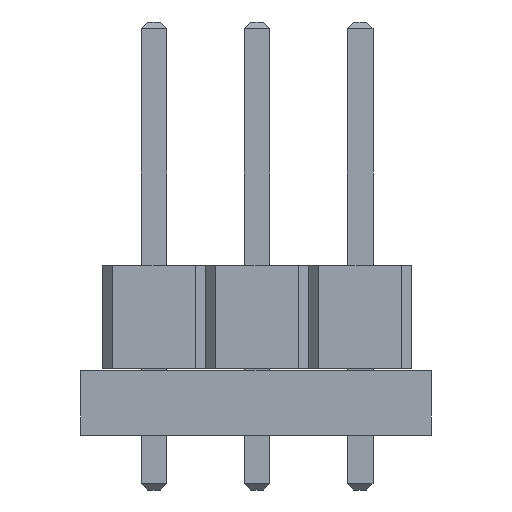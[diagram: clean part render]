
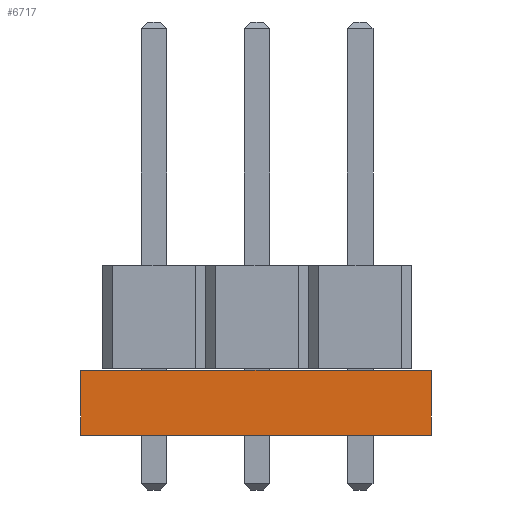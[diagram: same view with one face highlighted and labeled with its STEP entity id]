
A CAD part, front view. The second image highlights one B-rep face of the part: STEP entity #6717.
In plain terms, the highlighted planar face has unit normal (0, -1, 0).
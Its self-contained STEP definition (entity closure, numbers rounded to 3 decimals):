
#6717 = ADVANCED_FACE('',(#6718),#6752,.T.);
#6718 = FACE_BOUND('',#6719,.T.);
#6719 = EDGE_LOOP('',(#6720,#6730,#6738,#6746));
#6720 = ORIENTED_EDGE('',*,*,#6721,.T.);
#6721 = EDGE_CURVE('',#6722,#6724,#6726,.T.);
#6722 = VERTEX_POINT('',#6723);
#6723 = CARTESIAN_POINT('',(154.3,-143.8,0.));
#6724 = VERTEX_POINT('',#6725);
#6725 = CARTESIAN_POINT('',(154.3,-143.8,1.6));
#6726 = LINE('',#6727,#6728);
#6727 = CARTESIAN_POINT('',(154.3,-143.8,0.));
#6728 = VECTOR('',#6729,1.);
#6729 = DIRECTION('',(0.,0.,1.));
#6730 = ORIENTED_EDGE('',*,*,#6731,.T.);
#6731 = EDGE_CURVE('',#6724,#6732,#6734,.T.);
#6732 = VERTEX_POINT('',#6733);
#6733 = CARTESIAN_POINT('',(145.65,-143.8,1.6));
#6734 = LINE('',#6735,#6736);
#6735 = CARTESIAN_POINT('',(154.3,-143.8,1.6));
#6736 = VECTOR('',#6737,1.);
#6737 = DIRECTION('',(-1.,0.,0.));
#6738 = ORIENTED_EDGE('',*,*,#6739,.F.);
#6739 = EDGE_CURVE('',#6740,#6732,#6742,.T.);
#6740 = VERTEX_POINT('',#6741);
#6741 = CARTESIAN_POINT('',(145.65,-143.8,0.));
#6742 = LINE('',#6743,#6744);
#6743 = CARTESIAN_POINT('',(145.65,-143.8,0.));
#6744 = VECTOR('',#6745,1.);
#6745 = DIRECTION('',(0.,0.,1.));
#6746 = ORIENTED_EDGE('',*,*,#6747,.F.);
#6747 = EDGE_CURVE('',#6722,#6740,#6748,.T.);
#6748 = LINE('',#6749,#6750);
#6749 = CARTESIAN_POINT('',(154.3,-143.8,0.));
#6750 = VECTOR('',#6751,1.);
#6751 = DIRECTION('',(-1.,0.,0.));
#6752 = PLANE('',#6753);
#6753 = AXIS2_PLACEMENT_3D('',#6754,#6755,#6756);
#6754 = CARTESIAN_POINT('',(154.3,-143.8,0.));
#6755 = DIRECTION('',(0.,-1.,0.));
#6756 = DIRECTION('',(-1.,0.,0.));
